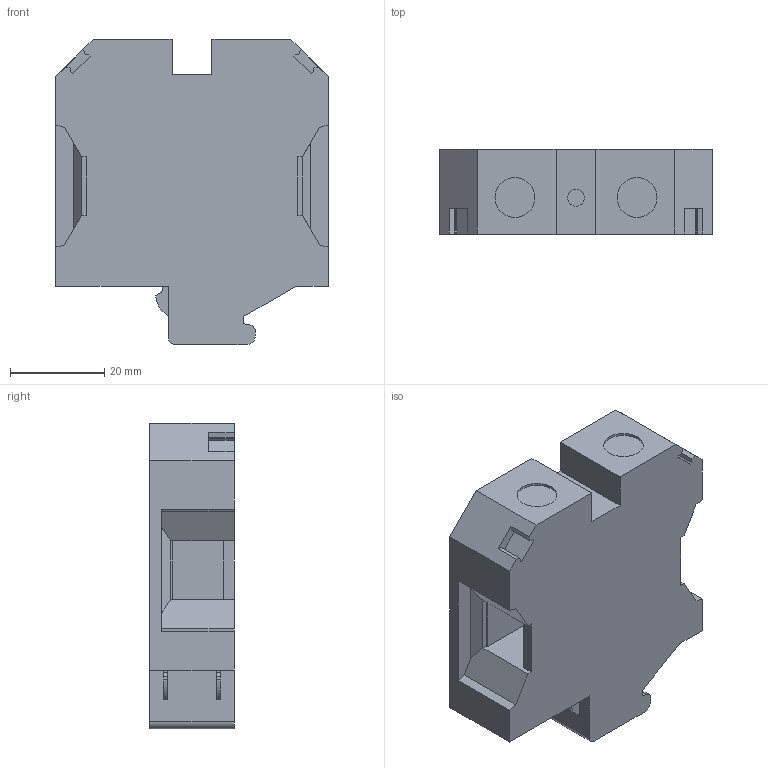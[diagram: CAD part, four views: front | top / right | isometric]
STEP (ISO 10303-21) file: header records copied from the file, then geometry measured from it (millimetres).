
FILE_DESCRIPTION(/* description */ ('Unknown'),/* implementation_level */ '2;1');
FILE_NAME(/* name */ 'CST35_KH_3D_SOLID',/* time_stamp */ '2024-11-21T12:12:21+06:00',/* author */ ('Unknown'),/* organization */ ('Unknown'),/* preprocessor_version */ 'ST-DEVELOPER v16.7',/* originating_system */ 'Solid Edge',/* authorisation */ 'Unknown');
FILE_SCHEMA (('AUTOMOTIVE_DESIGN {1 0 10303 214 3 1 1}'));
Length unit declared in the file: millimetre
Products named in the file (1): CST35_KH_3D_SOLID
Bounding box: 58 x 18 x 65 mm (x, y, z)
Volume: 48253.2 mm3; surface area: 12737.1 mm2
Topology: 1 solids, 1 shells, 102 faces, 275 edges, 182 vertices
Faces by surface type: plane 90, cylinder 12
Full cylindrical faces by diameter (mm): 3.6 x1, 8.5 x2
Entity records: 3874 total; most frequent: CARTESIAN_POINT 557, ORIENTED_EDGE 544, DIRECTION 502, EDGE_CURVE 272, LINE 248, VECTOR 248, VERTEX_POINT 182, AXIS2_PLACEMENT_3D 127
